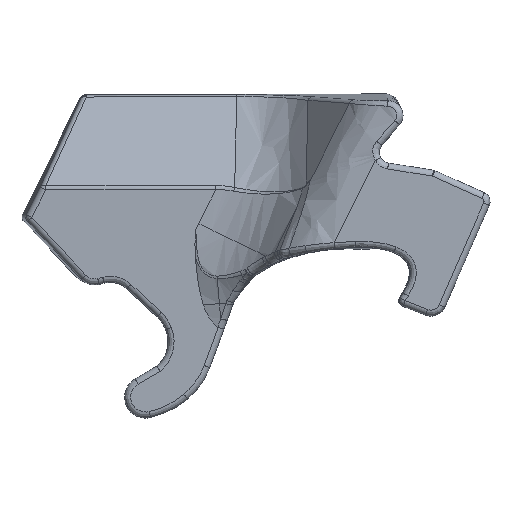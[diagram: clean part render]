
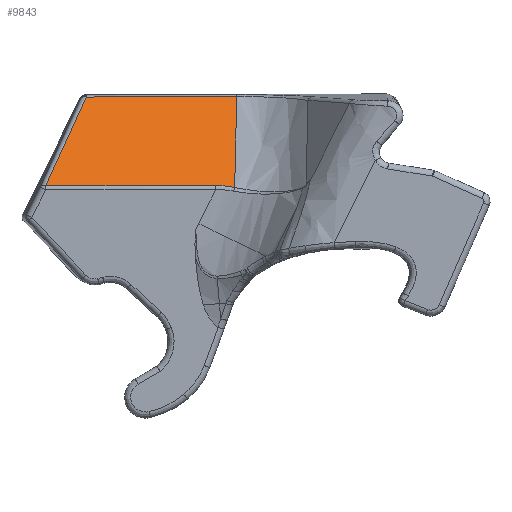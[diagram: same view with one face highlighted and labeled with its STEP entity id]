
A CAD part, front view. The second image highlights one B-rep face of the part: STEP entity #9843.
In plain terms, the highlighted free-form (B-spline) face has degree [1, 1] with [2, 2] control points.
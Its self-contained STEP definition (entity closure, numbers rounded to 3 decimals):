
#5488 = VERTEX_POINT('',#5489);
#5489 = CARTESIAN_POINT('',(-14.471,-128.441,
    -111.989));
#5499 = VERTEX_POINT('',#5500);
#5500 = CARTESIAN_POINT('',(9.137,-130.456,
    -114.224));
#5508 = EDGE_CURVE('',#5488,#5499,#5509,.T.);
#5509 = B_SPLINE_CURVE_WITH_KNOTS('',5,(#5510,#5511,#5512,#5513,#5514,
    #5515),.UNSPECIFIED.,.F.,.F.,(6,6),(102.696,124.852),
  .PIECEWISE_BEZIER_KNOTS.);
#5510 = CARTESIAN_POINT('',(-14.471,-128.441,
    -111.989));
#5511 = CARTESIAN_POINT('',(-9.707,-128.412,
    -111.993));
#5512 = CARTESIAN_POINT('',(-4.936,-128.581,
    -112.201));
#5513 = CARTESIAN_POINT('',(-0.181,-128.968,
    -112.632));
#5514 = CARTESIAN_POINT('',(4.523,-129.59,
    -113.303));
#5515 = CARTESIAN_POINT('',(9.137,-130.456,
    -114.224));
#8380 = EDGE_CURVE('',#5499,#8381,#8383,.T.);
#8381 = VERTEX_POINT('',#8382);
#8382 = CARTESIAN_POINT('',(11.649,-21.234,
    -2.19));
#8383 = B_SPLINE_CURVE_WITH_KNOTS('',1,(#8384,#8385),.UNSPECIFIED.,.F.,
  .F.,(2,2),(-49.59,56.03),.PIECEWISE_BEZIER_KNOTS.);
#8384 = CARTESIAN_POINT('',(9.137,-130.456,
    -114.224));
#8385 = CARTESIAN_POINT('',(11.649,-21.234,
    -2.19));
#9823 = VERTEX_POINT('',#9824);
#9824 = CARTESIAN_POINT('',(-223.923,-129.733,
    -111.832));
#9832 = EDGE_CURVE('',#9823,#5488,#9833,.T.);
#9833 = B_SPLINE_CURVE_WITH_KNOTS('',1,(#9834,#9835),.UNSPECIFIED.,.F.,
  .F.,(2,2),(-83.64,57.733),.PIECEWISE_BEZIER_KNOTS.);
#9834 = CARTESIAN_POINT('',(-223.923,-129.733,
    -111.832));
#9835 = CARTESIAN_POINT('',(-14.471,-128.441,
    -111.989));
#9843 = ADVANCED_FACE('',(#9844),#9861,.T.);
#9844 = FACE_BOUND('',#9845,.T.);
#9845 = EDGE_LOOP('',(#9846,#9847,#9854,#9859,#9860));
#9846 = ORIENTED_EDGE('',*,*,#8380,.T.);
#9847 = ORIENTED_EDGE('',*,*,#9848,.F.);
#9848 = EDGE_CURVE('',#9849,#8381,#9851,.T.);
#9849 = VERTEX_POINT('',#9850);
#9850 = CARTESIAN_POINT('',(-174.001,-23.013,
    -2.701));
#9851 = B_SPLINE_CURVE_WITH_KNOTS('',1,(#9852,#9853),.UNSPECIFIED.,.F.,
  .F.,(2,2),(-62.656,62.656),.PIECEWISE_BEZIER_KNOTS.);
#9852 = CARTESIAN_POINT('',(-174.001,-23.013,
    -2.701));
#9853 = CARTESIAN_POINT('',(11.649,-21.234,
    -2.19));
#9854 = ORIENTED_EDGE('',*,*,#9855,.F.);
#9855 = EDGE_CURVE('',#9823,#9849,#9856,.T.);
#9856 = B_SPLINE_CURVE_WITH_KNOTS('',1,(#9857,#9858),.UNSPECIFIED.,.F.,
  .F.,(2,2),(-54.197,54.197),.PIECEWISE_BEZIER_KNOTS.);
#9857 = CARTESIAN_POINT('',(-223.923,-129.733,
    -111.832));
#9858 = CARTESIAN_POINT('',(-174.001,-23.013,
    -2.701));
#9859 = ORIENTED_EDGE('',*,*,#9832,.T.);
#9860 = ORIENTED_EDGE('',*,*,#5508,.T.);
#9861 = B_SPLINE_SURFACE_WITH_KNOTS('',1,1,(
    (#9862,#9863)
    ,(#9864,#9865
    )),.UNSPECIFIED.,.F.,.F.,.F.,(2,2),(2,2),(37.41,
    199.177),(-159.417,-51.584),
  .PIECEWISE_BEZIER_KNOTS.);
#9862 = CARTESIAN_POINT('',(-223.692,-135.687,
    -117.942));
#9863 = CARTESIAN_POINT('',(-228.023,-24.227,
    -3.564));
#9864 = CARTESIAN_POINT('',(15.887,-130.304,
    -114.116));
#9865 = CARTESIAN_POINT('',(11.556,-18.844,
    0.263));
